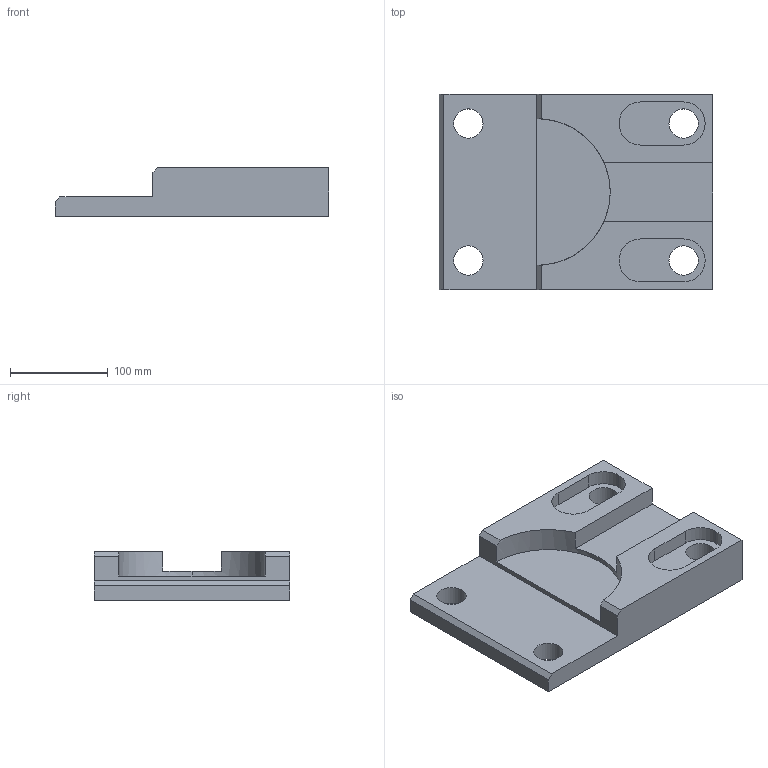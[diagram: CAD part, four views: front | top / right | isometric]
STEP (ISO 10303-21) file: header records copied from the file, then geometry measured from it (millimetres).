
FILE_DESCRIPTION(('HOOPS Exchange Step'),'2;1');
FILE_NAME('V06_PART_MBD_ap242_original.stp','2018-06-11T08:59:14-03:00',('Cristhian'),('None'),'HOOPS Exchange 2017.2','SOLIDWORKS MBD','None');
FILE_SCHEMA( ('AP242_MANAGED_MODEL_BASED_3D_ENGINEERING_MIM_LF {1 0 10303 442 1 1 4 }') );
Products named in the file (1): WS_06
Bounding box: 280 x 200 x 50 mm (x, y, z)
Volume: 1666069.6 mm3; surface area: 168848.7 mm2
Topology: 1 solids, 1 shells, 34 faces, 93 edges, 63 vertices
Faces by surface type: plane 22, cylinder 12
Full cylindrical faces by diameter (mm): 30 x4
Entity records: 2499 total; most frequent: COORDINATES_LIST 408, COMPLEX_TRIANGULATED_SURFACE_SET 238, DIRECTION 206, CARTESIAN_POINT 198, ORIENTED_EDGE 186, TESSELLATED_CURVE_SET 170, DRAUGHTING_MODEL_ITEM_ASSOCIATION 102, EDGE_CURVE 93
